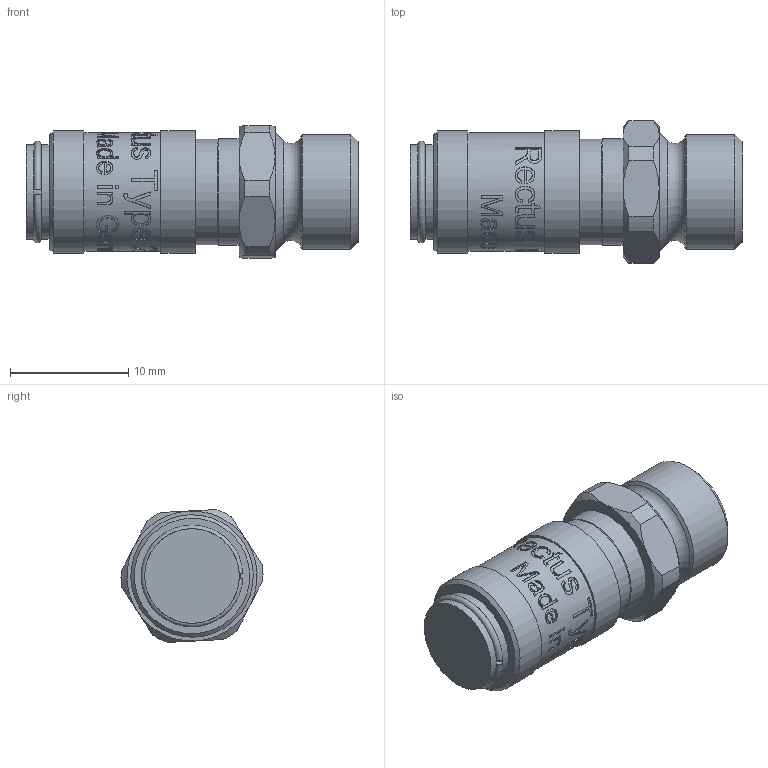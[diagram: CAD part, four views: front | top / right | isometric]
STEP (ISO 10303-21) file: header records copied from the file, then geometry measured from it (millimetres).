
FILE_DESCRIPTION((''),'2;1');
FILE_NAME('20kbaw10mpx.stp','2014-04-24T11:23:15',('IA176480'),(''),'Autodesk Inventor 2013','Autodesk Inventor 2013','');
FILE_SCHEMA(('AUTOMOTIVE_DESIGN { 1 0 10303 214 1 1 1 1 }'));
Length unit declared in the file: millimetre
Products named in the file (1): D108791
Bounding box: 28.05 x 12 x 11.23 mm (x, y, z)
Volume: 2002.1 mm3; surface area: 1958.5 mm2
Topology: 2 solids, 3 shells, 452 faces, 1172 edges, 773 vertices
Faces by surface type: bspline 200, plane 157, cylinder 64, cone 26, torus 5
Full cylindrical faces by diameter (mm): 7.4 x1, 7.792 x2, 7.8 x2, 8 x3, 8.1 x1, 8.15 x2, 8.9 x1, 9 x1, 9.15 x1, 9.2 x1, 9.728 x1, 10 x1, 10.35 x2
Entity records: 63398 total; most frequent: CARTESIAN_POINT 53620, ORIENTED_EDGE 2254, DIRECTION 1223, EDGE_CURVE 1127, VERTEX_POINT 763, EDGE_LOOP 540, B_SPLINE_CURVE_WITH_KNOTS 539, FACE_OUTER_BOUND 452
